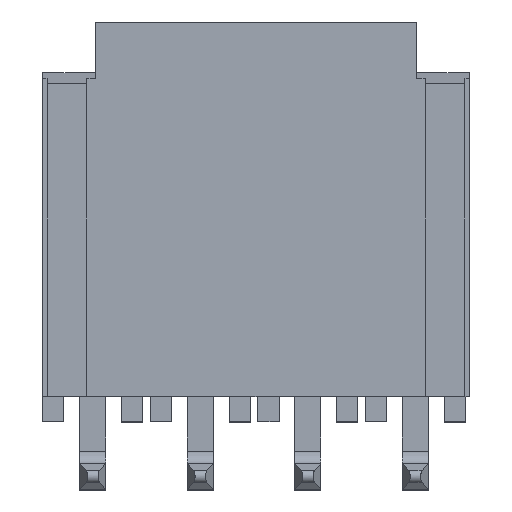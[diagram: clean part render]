
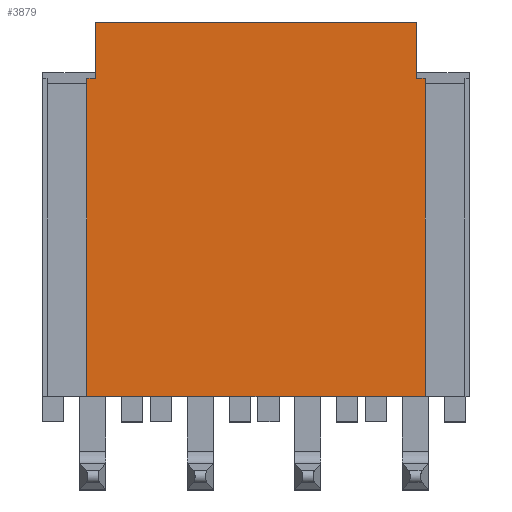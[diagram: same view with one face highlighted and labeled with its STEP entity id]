
A CAD part, top view. The second image highlights one B-rep face of the part: STEP entity #3879.
In plain terms, the highlighted planar face has unit normal (0, 0, 1).
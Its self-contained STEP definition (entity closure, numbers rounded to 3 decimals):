
#197=DIRECTION('',(-1.,0.,0.));
#198=VECTOR('',#197,7.99);
#199=CARTESIAN_POINT('',(3.995,0.,2.28));
#200=LINE('3784',#199,#198);
#919=DIRECTION('',(-1.,0.,0.));
#920=VECTOR('',#919,0.2);
#921=CARTESIAN_POINT('',(-3.795,7.514,2.28));
#922=LINE('3790',#921,#920);
#923=DIRECTION('',(0.,1.,0.));
#924=VECTOR('',#923,7.514);
#925=CARTESIAN_POINT('',(-3.995,0.,2.28));
#926=LINE('3801',#925,#924);
#939=DIRECTION('',(0.,1.,0.));
#940=VECTOR('',#939,1.326);
#941=CARTESIAN_POINT('',(3.795,7.514,2.28));
#942=LINE('3798',#941,#940);
#943=DIRECTION('',(0.,1.,0.));
#944=VECTOR('',#943,7.514);
#945=CARTESIAN_POINT('',(3.995,0.,2.28));
#946=LINE('3800',#945,#944);
#947=DIRECTION('',(0.,1.,0.));
#948=VECTOR('',#947,1.326);
#949=CARTESIAN_POINT('',(-3.795,7.514,2.28));
#950=LINE('3796',#949,#948);
#959=DIRECTION('',(1.,0.,0.));
#960=VECTOR('',#959,7.59);
#961=CARTESIAN_POINT('',(-3.795,8.84,2.28));
#962=LINE('3781',#961,#960);
#995=DIRECTION('',(-1.,0.,0.));
#996=VECTOR('',#995,0.2);
#997=CARTESIAN_POINT('',(3.995,7.514,2.28));
#998=LINE('3789',#997,#996);
#2129=CARTESIAN_POINT('',(-3.795,8.84,2.28));
#2131=VERTEX_POINT('',#2129);
#2137=CARTESIAN_POINT('',(3.795,8.84,2.28));
#2139=VERTEX_POINT('',#2137);
#2145=CARTESIAN_POINT('',(-3.995,0.,2.28));
#2147=VERTEX_POINT('',#2145);
#2149=CARTESIAN_POINT('',(3.995,0.,2.28));
#2150=VERTEX_POINT('',#2149);
#2157=CARTESIAN_POINT('',(-3.995,7.514,2.28));
#2158=VERTEX_POINT('',#2157);
#2159=CARTESIAN_POINT('',(3.995,7.514,2.28));
#2160=CARTESIAN_POINT('',(3.795,7.514,2.28));
#2161=VERTEX_POINT('',#2159);
#2162=VERTEX_POINT('',#2160);
#2163=CARTESIAN_POINT('',(-3.795,7.514,2.28));
#2164=VERTEX_POINT('',#2163);
#3859=CARTESIAN_POINT('',(-5.035,7.514,2.28));
#3860=DIRECTION('',(0.,0.,1.));
#3861=DIRECTION('',(0.,1.,0.));
#3862=AXIS2_PLACEMENT_3D('',#3859,#3860,#3861);
#3863=PLANE('3586',#3862);
#3865=ORIENTED_EDGE('3798',*,*,#3864,.F.);
#3867=ORIENTED_EDGE('3789',*,*,#3866,.F.);
#3869=ORIENTED_EDGE('3800',*,*,#3868,.F.);
#3870=ORIENTED_EDGE('3784',*,*,#2918,.T.);
#3871=ORIENTED_EDGE('3801',*,*,#3829,.T.);
#3872=ORIENTED_EDGE('3790',*,*,#3815,.F.);
#3874=ORIENTED_EDGE('3796',*,*,#3873,.T.);
#3876=ORIENTED_EDGE('3781',*,*,#3875,.T.);
#3877=EDGE_LOOP('3586',(#3865,#3867,#3869,#3870,#3871,#3872,#3874,#3876));
#3878=FACE_OUTER_BOUND('3586',#3877,.F.);
#3879=ADVANCED_FACE('3586',(#3878),#3863,.T.);
#2918=EDGE_CURVE('3784',#2150,#2147,#200,.T.);
#3815=EDGE_CURVE('3790',#2164,#2158,#922,.T.);
#3829=EDGE_CURVE('3801',#2147,#2158,#926,.T.);
#3864=EDGE_CURVE('3798',#2162,#2139,#942,.T.);
#3866=EDGE_CURVE('3789',#2161,#2162,#998,.T.);
#3868=EDGE_CURVE('3800',#2150,#2161,#946,.T.);
#3873=EDGE_CURVE('3796',#2164,#2131,#950,.T.);
#3875=EDGE_CURVE('3781',#2131,#2139,#962,.T.);
